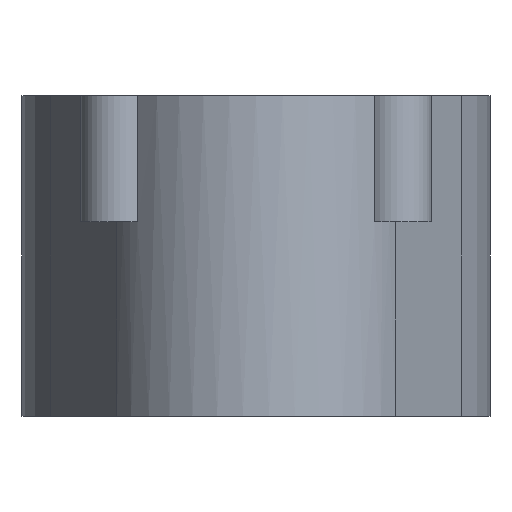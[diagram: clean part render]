
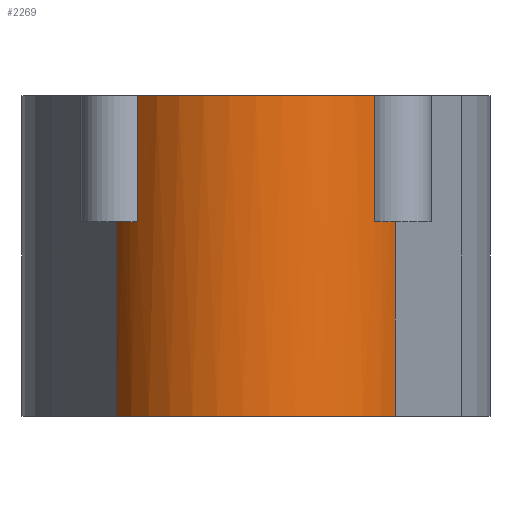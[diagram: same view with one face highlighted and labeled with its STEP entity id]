
A CAD part, front view. The second image highlights one B-rep face of the part: STEP entity #2269.
In plain terms, the highlighted cylindrical face has radius 22 mm (diameter 44 mm), a partial arc.
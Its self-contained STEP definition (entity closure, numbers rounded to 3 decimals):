
#30 = VERTEX_POINT ( 'NONE', #2095 ) ;
#35 = CIRCLE ( 'NONE', #135, 22. ) ;
#101 = VECTOR ( 'NONE', #1022, 1000. ) ;
#135 = AXIS2_PLACEMENT_3D ( 'NONE', #2452, #1485, #1959 ) ;
#228 = DIRECTION ( 'NONE',  ( 0., 0., 1. ) ) ;
#236 = DIRECTION ( 'NONE',  ( 0., 0., -1. ) ) ;
#282 = DIRECTION ( 'NONE',  ( 1., 0., 0. ) ) ;
#463 = CARTESIAN_POINT ( 'NONE',  ( 0., -22., 7. ) ) ;
#475 = VERTEX_POINT ( 'NONE', #490 ) ;
#490 = CARTESIAN_POINT ( 'NONE',  ( 16.462, -36.594, 27. ) ) ;
#501 = ORIENTED_EDGE ( 'NONE', *, *, #3125, .F. ) ;
#515 = DIRECTION ( 'NONE',  ( 0., 0., 1. ) ) ;
#542 = CARTESIAN_POINT ( 'NONE',  ( -16.462, -36.594, 35.75 ) ) ;
#549 = CARTESIAN_POINT ( 'NONE',  ( 16.462, -36.594, 44.5 ) ) ;
#563 = LINE ( 'NONE', #1278, #791 ) ;
#703 = AXIS2_PLACEMENT_3D ( 'NONE', #1181, #515, #1728 ) ;
#711 = EDGE_CURVE ( 'NONE', #475, #992, #1986, .T. ) ;
#715 = ORIENTED_EDGE ( 'NONE', *, *, #711, .T. ) ;
#726 = ORIENTED_EDGE ( 'NONE', *, *, #2490, .F. ) ;
#745 = EDGE_CURVE ( 'NONE', #30, #2603, #782, .T. ) ;
#782 = CIRCLE ( 'NONE', #2375, 22. ) ;
#791 = VECTOR ( 'NONE', #1755, 1000. ) ;
#838 = AXIS2_PLACEMENT_3D ( 'NONE', #463, #236, #1688 ) ;
#865 = CARTESIAN_POINT ( 'NONE',  ( 19.333, -32.5, 0. ) ) ;
#944 = ORIENTED_EDGE ( 'NONE', *, *, #1302, .T. ) ;
#959 = VERTEX_POINT ( 'NONE', #1462 ) ;
#992 = VERTEX_POINT ( 'NONE', #549 ) ;
#1017 = VERTEX_POINT ( 'NONE', #865 ) ;
#1022 = DIRECTION ( 'NONE',  ( 0., 0., -1. ) ) ;
#1160 = FACE_OUTER_BOUND ( 'NONE', #2560, .T. ) ;
#1181 = CARTESIAN_POINT ( 'NONE',  ( 0., -22., 44.5 ) ) ;
#1278 = CARTESIAN_POINT ( 'NONE',  ( 19.333, -32.5, 7. ) ) ;
#1302 = EDGE_CURVE ( 'NONE', #1541, #1017, #2630, .T. ) ;
#1306 = DIRECTION ( 'NONE',  ( 0., 0., -1. ) ) ;
#1323 = EDGE_CURVE ( 'NONE', #475, #959, #35, .T. ) ;
#1446 = CYLINDRICAL_SURFACE ( 'NONE', #838, 22. ) ;
#1462 = CARTESIAN_POINT ( 'NONE',  ( 19.333, -32.5, 27. ) ) ;
#1485 = DIRECTION ( 'NONE',  ( 0., 0., 1. ) ) ;
#1507 = AXIS2_PLACEMENT_3D ( 'NONE', #2704, #228, #2902 ) ;
#1533 = CARTESIAN_POINT ( 'NONE',  ( -16.462, -36.594, 44.5 ) ) ;
#1535 = CARTESIAN_POINT ( 'NONE',  ( 0., -22., 27. ) ) ;
#1541 = VERTEX_POINT ( 'NONE', #2543 ) ;
#1618 = ORIENTED_EDGE ( 'NONE', *, *, #745, .F. ) ;
#1688 = DIRECTION ( 'NONE',  ( -1., 0., 0. ) ) ;
#1724 = VECTOR ( 'NONE', #1306, 1000. ) ;
#1728 = DIRECTION ( 'NONE',  ( 1., 0., 0. ) ) ;
#1755 = DIRECTION ( 'NONE',  ( 0., 0., -1. ) ) ;
#1769 = LINE ( 'NONE', #542, #1724 ) ;
#1797 = CARTESIAN_POINT ( 'NONE',  ( -19.333, -32.5, 7. ) ) ;
#1824 = EDGE_CURVE ( 'NONE', #2454, #2603, #1769, .T. ) ;
#1959 = DIRECTION ( 'NONE',  ( 1., 0., 0. ) ) ;
#1986 = LINE ( 'NONE', #2716, #3093 ) ;
#2095 = CARTESIAN_POINT ( 'NONE',  ( -19.333, -32.5, 27. ) ) ;
#2269 = ADVANCED_FACE ( 'NONE', ( #1160 ), #1446, .T. ) ;
#2272 = DIRECTION ( 'NONE',  ( 0., 0., 1. ) ) ;
#2344 = CIRCLE ( 'NONE', #703, 22. ) ;
#2367 = ORIENTED_EDGE ( 'NONE', *, *, #1323, .F. ) ;
#2375 = AXIS2_PLACEMENT_3D ( 'NONE', #1535, #2272, #282 ) ;
#2447 = DIRECTION ( 'NONE',  ( 0., 0., 1. ) ) ;
#2452 = CARTESIAN_POINT ( 'NONE',  ( 0., -22., 27. ) ) ;
#2454 = VERTEX_POINT ( 'NONE', #1533 ) ;
#2490 = EDGE_CURVE ( 'NONE', #959, #1017, #563, .T. ) ;
#2543 = CARTESIAN_POINT ( 'NONE',  ( -19.333, -32.5, 0. ) ) ;
#2560 = EDGE_LOOP ( 'NONE', ( #501, #2614, #1618, #3162, #944, #726, #2367, #715 ) ) ;
#2603 = VERTEX_POINT ( 'NONE', #3065 ) ;
#2614 = ORIENTED_EDGE ( 'NONE', *, *, #1824, .T. ) ;
#2630 = CIRCLE ( 'NONE', #1507, 22. ) ;
#2704 = CARTESIAN_POINT ( 'NONE',  ( 0., -22., 0. ) ) ;
#2716 = CARTESIAN_POINT ( 'NONE',  ( 16.462, -36.594, 35.75 ) ) ;
#2777 = LINE ( 'NONE', #1797, #101 ) ;
#2828 = EDGE_CURVE ( 'NONE', #30, #1541, #2777, .T. ) ;
#2902 = DIRECTION ( 'NONE',  ( 1., 0., 0. ) ) ;
#3065 = CARTESIAN_POINT ( 'NONE',  ( -16.462, -36.594, 27. ) ) ;
#3093 = VECTOR ( 'NONE', #2447, 1000. ) ;
#3125 = EDGE_CURVE ( 'NONE', #2454, #992, #2344, .T. ) ;
#3162 = ORIENTED_EDGE ( 'NONE', *, *, #2828, .T. ) ;
